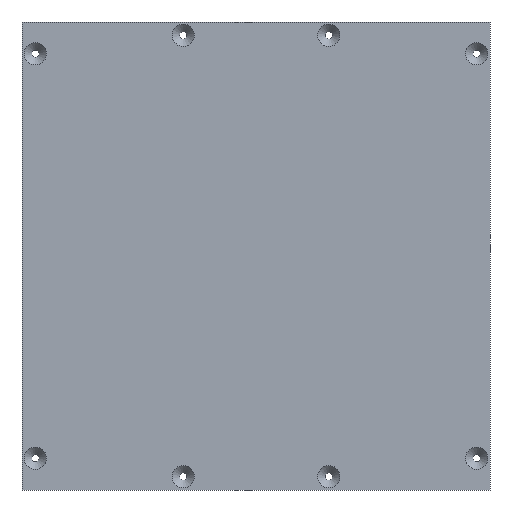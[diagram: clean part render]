
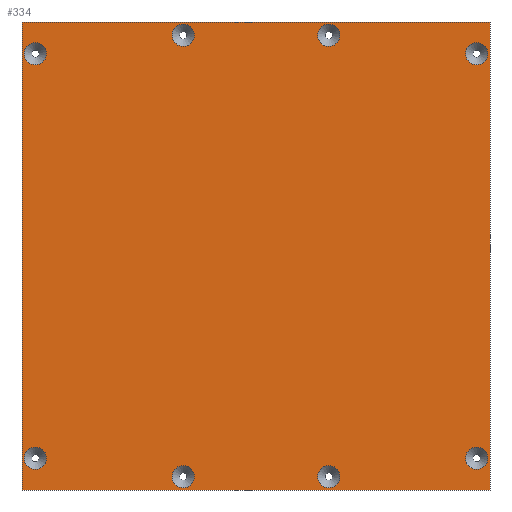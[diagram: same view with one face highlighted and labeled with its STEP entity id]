
A CAD part, front view. The second image highlights one B-rep face of the part: STEP entity #334.
In plain terms, the highlighted planar face has unit normal (0, -1, 0).
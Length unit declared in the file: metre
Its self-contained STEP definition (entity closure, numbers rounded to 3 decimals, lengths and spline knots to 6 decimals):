
#28=CIRCLE('',#370,0.003);
#29=CIRCLE('',#371,0.003);
#30=CIRCLE('',#372,0.003);
#31=CIRCLE('',#373,0.003);
#32=CIRCLE('',#374,0.003);
#33=CIRCLE('',#375,0.003);
#34=CIRCLE('',#376,0.003);
#35=CIRCLE('',#377,0.003);
#68=ORIENTED_EDGE('',*,*,#136,.F.);
#69=ORIENTED_EDGE('',*,*,#137,.F.);
#70=ORIENTED_EDGE('',*,*,#138,.F.);
#71=ORIENTED_EDGE('',*,*,#139,.F.);
#72=ORIENTED_EDGE('',*,*,#140,.F.);
#73=ORIENTED_EDGE('',*,*,#141,.F.);
#74=ORIENTED_EDGE('',*,*,#142,.F.);
#75=ORIENTED_EDGE('',*,*,#143,.F.);
#76=ORIENTED_EDGE('',*,*,#126,.T.);
#77=ORIENTED_EDGE('',*,*,#130,.T.);
#78=ORIENTED_EDGE('',*,*,#133,.F.);
#79=ORIENTED_EDGE('',*,*,#135,.F.);
#126=EDGE_CURVE('',#163,#162,#194,.T.);
#130=EDGE_CURVE('',#162,#165,#198,.T.);
#133=EDGE_CURVE('',#167,#165,#201,.T.);
#135=EDGE_CURVE('',#163,#167,#203,.T.);
#136=EDGE_CURVE('',#168,#168,#28,.T.);
#137=EDGE_CURVE('',#169,#169,#29,.T.);
#138=EDGE_CURVE('',#170,#170,#30,.T.);
#139=EDGE_CURVE('',#171,#171,#31,.T.);
#140=EDGE_CURVE('',#172,#172,#32,.T.);
#141=EDGE_CURVE('',#173,#173,#33,.T.);
#142=EDGE_CURVE('',#174,#174,#34,.T.);
#143=EDGE_CURVE('',#175,#175,#35,.T.);
#162=VERTEX_POINT('',#523);
#163=VERTEX_POINT('',#525);
#165=VERTEX_POINT('',#531);
#167=VERTEX_POINT('',#537);
#168=VERTEX_POINT('',#544);
#169=VERTEX_POINT('',#546);
#170=VERTEX_POINT('',#548);
#171=VERTEX_POINT('',#550);
#172=VERTEX_POINT('',#552);
#173=VERTEX_POINT('',#554);
#174=VERTEX_POINT('',#556);
#175=VERTEX_POINT('',#558);
#194=LINE('',#524,#206);
#198=LINE('',#532,#210);
#201=LINE('',#538,#213);
#203=LINE('',#541,#215);
#206=VECTOR('',#417,1.);
#210=VECTOR('',#423,1.);
#213=VECTOR('',#428,1.);
#215=VECTOR('',#432,1.);
#220=EDGE_LOOP('',(#68));
#221=EDGE_LOOP('',(#69));
#222=EDGE_LOOP('',(#70));
#223=EDGE_LOOP('',(#71));
#224=EDGE_LOOP('',(#72));
#225=EDGE_LOOP('',(#73));
#226=EDGE_LOOP('',(#74));
#227=EDGE_LOOP('',(#75));
#228=EDGE_LOOP('',(#76,#77,#78,#79));
#274=FACE_BOUND('',#220,.T.);
#275=FACE_BOUND('',#221,.T.);
#276=FACE_BOUND('',#222,.T.);
#277=FACE_BOUND('',#223,.T.);
#278=FACE_BOUND('',#224,.T.);
#279=FACE_BOUND('',#225,.T.);
#280=FACE_BOUND('',#226,.T.);
#281=FACE_BOUND('',#227,.T.);
#282=FACE_BOUND('',#228,.T.);
#328=PLANE('',#369);
#334=ADVANCED_FACE('',(#274,#275,#276,#277,#278,#279,#280,#281,#282),#328,
 .T.);
#369=AXIS2_PLACEMENT_3D('',#542,#433,#434);
#370=AXIS2_PLACEMENT_3D('',#543,#435,#436);
#371=AXIS2_PLACEMENT_3D('',#545,#437,#438);
#372=AXIS2_PLACEMENT_3D('',#547,#439,#440);
#373=AXIS2_PLACEMENT_3D('',#549,#441,#442);
#374=AXIS2_PLACEMENT_3D('',#551,#443,#444);
#375=AXIS2_PLACEMENT_3D('',#553,#445,#446);
#376=AXIS2_PLACEMENT_3D('',#555,#447,#448);
#377=AXIS2_PLACEMENT_3D('',#557,#449,#450);
#417=DIRECTION('',(0.,0.,-1.));
#423=DIRECTION('',(1.,0.,0.));
#428=DIRECTION('',(0.,0.,-1.));
#432=DIRECTION('',(1.,0.,0.));
#433=DIRECTION('',(0.,-1.,0.));
#434=DIRECTION('',(1.,0.,0.));
#435=DIRECTION('',(0.,-1.,0.));
#436=DIRECTION('',(0.,0.,-1.));
#437=DIRECTION('',(0.,-1.,0.));
#438=DIRECTION('',(0.,0.,-1.));
#439=DIRECTION('',(0.,-1.,0.));
#440=DIRECTION('',(0.,0.,-1.));
#441=DIRECTION('',(0.,-1.,0.));
#442=DIRECTION('',(0.,0.,-1.));
#443=DIRECTION('',(0.,-1.,0.));
#444=DIRECTION('',(0.,0.,-1.));
#445=DIRECTION('',(0.,-1.,0.));
#446=DIRECTION('',(0.,0.,-1.));
#447=DIRECTION('',(0.,-1.,0.));
#448=DIRECTION('',(0.,0.,-1.));
#449=DIRECTION('',(0.,-1.,0.));
#450=DIRECTION('',(0.,0.,-1.));
#523=CARTESIAN_POINT('',(-0.07551,-0.0199,-0.0616));
#524=CARTESIAN_POINT('',(-0.07551,-0.0199,0.0014));
#525=CARTESIAN_POINT('',(-0.07551,-0.0199,0.0644));
#531=CARTESIAN_POINT('',(0.05049,-0.0199,-0.0616));
#532=CARTESIAN_POINT('',(-0.01251,-0.0199,-0.0616));
#537=CARTESIAN_POINT('',(0.05049,-0.0199,0.0644));
#538=CARTESIAN_POINT('',(0.05049,-0.0199,0.0014));
#541=CARTESIAN_POINT('',(-0.01251,-0.0199,0.0644));
#542=CARTESIAN_POINT('',(-0.01251,-0.0199,0.0014));
#543=CARTESIAN_POINT('',(0.00709,-0.0199,-0.058));
#544=CARTESIAN_POINT('',(0.00709,-0.0199,-0.061));
#545=CARTESIAN_POINT('',(-0.03211,-0.0199,-0.058));
#546=CARTESIAN_POINT('',(-0.03211,-0.0199,-0.061));
#547=CARTESIAN_POINT('',(-0.07191,-0.0199,-0.05305));
#548=CARTESIAN_POINT('',(-0.07191,-0.0199,-0.05605));
#549=CARTESIAN_POINT('',(-0.07191,-0.0199,0.05585));
#550=CARTESIAN_POINT('',(-0.07191,-0.0199,0.05285));
#551=CARTESIAN_POINT('',(-0.03211,-0.0199,0.0608));
#552=CARTESIAN_POINT('',(-0.03211,-0.0199,0.0578));
#553=CARTESIAN_POINT('',(0.00709,-0.0199,0.0608));
#554=CARTESIAN_POINT('',(0.00709,-0.0199,0.0578));
#555=CARTESIAN_POINT('',(0.04689,-0.0199,0.05585));
#556=CARTESIAN_POINT('',(0.04689,-0.0199,0.05285));
#557=CARTESIAN_POINT('',(0.04689,-0.0199,-0.05305));
#558=CARTESIAN_POINT('',(0.04689,-0.0199,-0.05605));
